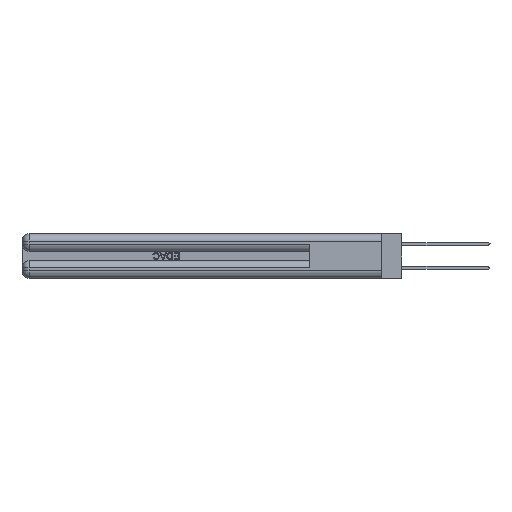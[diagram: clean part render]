
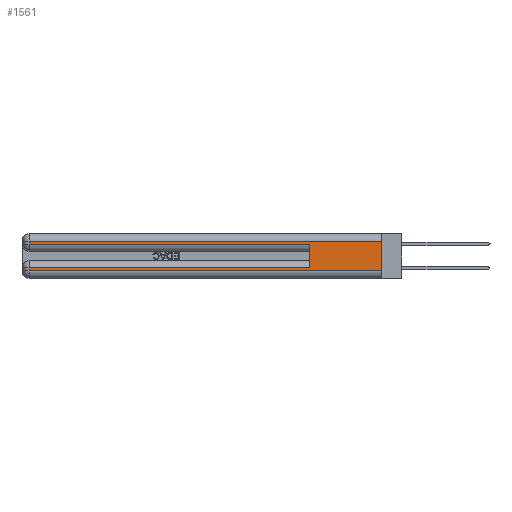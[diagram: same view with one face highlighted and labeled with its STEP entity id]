
A CAD part, left-side view. The second image highlights one B-rep face of the part: STEP entity #1561.
In plain terms, the highlighted planar face has unit normal (-1, 0, 0).
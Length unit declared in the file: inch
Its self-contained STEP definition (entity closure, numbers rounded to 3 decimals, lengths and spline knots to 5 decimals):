
#311 = AXIS2_PLACEMENT_3D ( 'NONE', #19591, #15843, #31406 ) ;
#1126 = VERTEX_POINT ( 'NONE', #44809 ) ;
#1437 = VERTEX_POINT ( 'NONE', #19264 ) ;
#1561 = ADVANCED_FACE ( 'NONE', ( #26975 ), #39297, .F. ) ;
#1687 = CARTESIAN_POINT ( 'NONE',  ( 0., 0., 0.06 ) ) ;
#1887 = DIRECTION ( 'NONE',  ( 0., 1., 0. ) ) ;
#3411 = EDGE_CURVE ( 'NONE', #1126, #42982, #14422, .T. ) ;
#5726 = CARTESIAN_POINT ( 'NONE',  ( 0., 0.6, 0.085 ) ) ;
#6544 = VECTOR ( 'NONE', #47139, 39.37008 ) ;
#9519 = VERTEX_POINT ( 'NONE', #49135 ) ;
#10598 = VERTEX_POINT ( 'NONE', #5726 ) ;
#10713 = CARTESIAN_POINT ( 'NONE',  ( 0., 0., 0.085 ) ) ;
#11430 = CARTESIAN_POINT ( 'NONE',  ( 0., 0., 0.37 ) ) ;
#11975 = EDGE_CURVE ( 'NONE', #9519, #47780, #27616, .T. ) ;
#12103 = VECTOR ( 'NONE', #46002, 39.37008 ) ;
#12541 = EDGE_LOOP ( 'NONE', ( #47568, #48791, #15894, #43775, #26874, #48559, #19433, #36791 ) ) ;
#14422 = LINE ( 'NONE', #35632, #46878 ) ;
#14811 = EDGE_CURVE ( 'NONE', #1437, #41753, #17490, .T. ) ;
#15843 = DIRECTION ( 'NONE',  ( 1., 0., 0. ) ) ;
#15894 = ORIENTED_EDGE ( 'NONE', *, *, #16230, .T. ) ;
#16230 = EDGE_CURVE ( 'NONE', #47780, #1126, #37818, .T. ) ;
#17490 = LINE ( 'NONE', #39119, #6544 ) ;
#18550 = DIRECTION ( 'NONE',  ( 0., 1., 0. ) ) ;
#19264 = CARTESIAN_POINT ( 'NONE',  ( 0., 2.94, 0.06 ) ) ;
#19433 = ORIENTED_EDGE ( 'NONE', *, *, #46905, .T. ) ;
#19591 = CARTESIAN_POINT ( 'NONE',  ( 0., 0., 0.37 ) ) ;
#22087 = VERTEX_POINT ( 'NONE', #25572 ) ;
#22125 = VECTOR ( 'NONE', #50663, 39.37008 ) ;
#22931 = VECTOR ( 'NONE', #27505, 39.37008 ) ;
#23101 = LINE ( 'NONE', #10713, #33507 ) ;
#23749 = EDGE_CURVE ( 'NONE', #10598, #22087, #23101, .T. ) ;
#23923 = VECTOR ( 'NONE', #1887, 39.37008 ) ;
#25374 = CARTESIAN_POINT ( 'NONE',  ( 0., 0.6, 0.285 ) ) ;
#25572 = CARTESIAN_POINT ( 'NONE',  ( 0., 2.94, 0.085 ) ) ;
#26607 = CARTESIAN_POINT ( 'NONE',  ( 0., 0.6, 0.145 ) ) ;
#26874 = ORIENTED_EDGE ( 'NONE', *, *, #49009, .F. ) ;
#26975 = FACE_OUTER_BOUND ( 'NONE', #12541, .T. ) ;
#27505 = DIRECTION ( 'NONE',  ( 0., 0., -1. ) ) ;
#27616 = LINE ( 'NONE', #40857, #23923 ) ;
#30457 = CARTESIAN_POINT ( 'NONE',  ( 0., 2.94, 0.37 ) ) ;
#31406 = DIRECTION ( 'NONE',  ( 0., 0., -1. ) ) ;
#31735 = CARTESIAN_POINT ( 'NONE',  ( 0., 2.94, 0.31 ) ) ;
#33507 = VECTOR ( 'NONE', #18550, 39.37008 ) ;
#34748 = EDGE_CURVE ( 'NONE', #9519, #41753, #41975, .T. ) ;
#35632 = CARTESIAN_POINT ( 'NONE',  ( 0., 0., 0.285 ) ) ;
#36342 = VECTOR ( 'NONE', #46463, 39.37008 ) ;
#36791 = ORIENTED_EDGE ( 'NONE', *, *, #14811, .T. ) ;
#37818 = LINE ( 'NONE', #42763, #12103 ) ;
#39119 = CARTESIAN_POINT ( 'NONE',  ( 0., 0., 0.06 ) ) ;
#39297 = PLANE ( 'NONE',  #311 ) ;
#40857 = CARTESIAN_POINT ( 'NONE',  ( 0., 0., 0.31 ) ) ;
#41753 = VERTEX_POINT ( 'NONE', #1687 ) ;
#41975 = LINE ( 'NONE', #11430, #22931 ) ;
#42763 = CARTESIAN_POINT ( 'NONE',  ( 0., 2.94, 0.37 ) ) ;
#42982 = VERTEX_POINT ( 'NONE', #25374 ) ;
#43115 = LINE ( 'NONE', #26607, #36342 ) ;
#43775 = ORIENTED_EDGE ( 'NONE', *, *, #3411, .T. ) ;
#44809 = CARTESIAN_POINT ( 'NONE',  ( 0., 2.94, 0.285 ) ) ;
#46002 = DIRECTION ( 'NONE',  ( 0., 0., -1. ) ) ;
#46463 = DIRECTION ( 'NONE',  ( 0., 0., 1. ) ) ;
#46878 = VECTOR ( 'NONE', #46960, 39.37008 ) ;
#46905 = EDGE_CURVE ( 'NONE', #22087, #1437, #49708, .T. ) ;
#46960 = DIRECTION ( 'NONE',  ( 0., -1., 0. ) ) ;
#47139 = DIRECTION ( 'NONE',  ( 0., -1., 0. ) ) ;
#47568 = ORIENTED_EDGE ( 'NONE', *, *, #34748, .F. ) ;
#47780 = VERTEX_POINT ( 'NONE', #31735 ) ;
#48559 = ORIENTED_EDGE ( 'NONE', *, *, #23749, .T. ) ;
#48791 = ORIENTED_EDGE ( 'NONE', *, *, #11975, .T. ) ;
#49009 = EDGE_CURVE ( 'NONE', #10598, #42982, #43115, .T. ) ;
#49135 = CARTESIAN_POINT ( 'NONE',  ( 0., 0., 0.31 ) ) ;
#49708 = LINE ( 'NONE', #30457, #22125 ) ;
#50663 = DIRECTION ( 'NONE',  ( 0., 0., -1. ) ) ;
